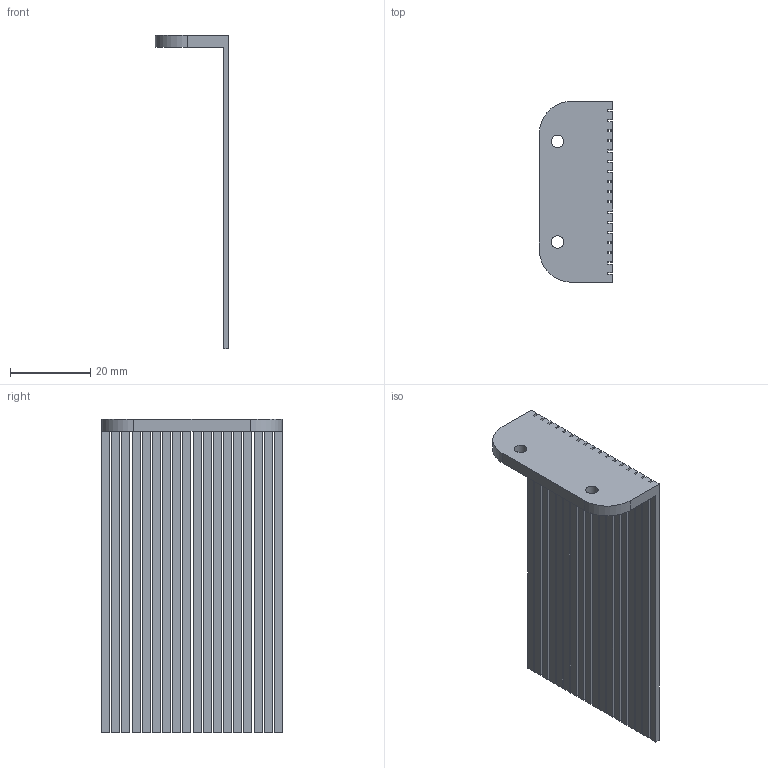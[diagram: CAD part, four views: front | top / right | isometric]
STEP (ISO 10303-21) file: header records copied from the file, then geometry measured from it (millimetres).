
FILE_DESCRIPTION(/* description */ (''),/* implementation_level */ '2;1');
FILE_NAME(/* name */ 'Cortina Lamas TPU.step',/* time_stamp */ '2025-12-10T13:21:04-03:00',/* author */ (''),/* organization */ (''),/* preprocessor_version */ 'ST-DEVELOPER v20.1',/* originating_system */ 'Autodesk Translation Framework v14.21.0.0',/* authorisation */ '');
FILE_SCHEMA (('AUTOMOTIVE_DESIGN { 1 0 10303 214 3 1 1 }'));
Length unit declared in the file: millimetre
Products named in the file (2): Cortina Lamas TPU; Cortina de Lamas
Assembly tree (1 placements, depth 2):
  Cortina Lamas TPU
    Cortina de Lamas
Bounding box: 18.2 x 45 x 78 mm (x, y, z)
Volume: 5535.4 mm3; surface area: 10710.7 mm2
Topology: 1 solids, 1 shells, 114 faces, 302 edges, 190 vertices
Faces by surface type: plane 110, cylinder 4
Full cylindrical faces by diameter (mm): 3.15 x2
Entity records: 3499 total; most frequent: CARTESIAN_POINT 610, ORIENTED_EDGE 604, DIRECTION 546, EDGE_CURVE 302, LINE 294, VECTOR 294, VERTEX_POINT 190, AXIS2_PLACEMENT_3D 126
